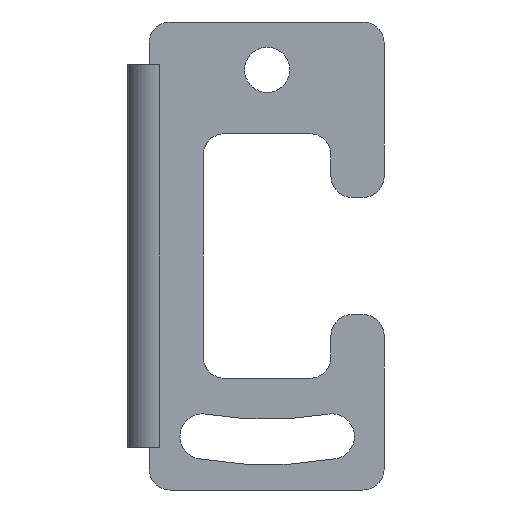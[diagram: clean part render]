
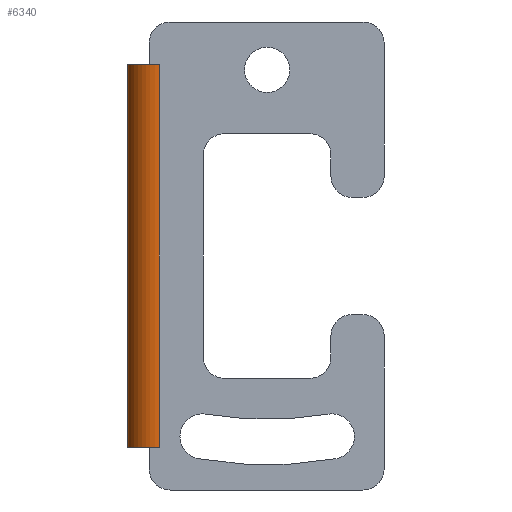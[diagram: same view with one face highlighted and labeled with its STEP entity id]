
A CAD part, front view. The second image highlights one B-rep face of the part: STEP entity #6340.
In plain terms, the highlighted cylindrical face has radius 2.95 mm (diameter 5.9 mm), a partial arc.
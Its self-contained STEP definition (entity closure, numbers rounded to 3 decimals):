
#530=DIRECTION('',(0.,0.,1.));
#531=VECTOR('',#530,36.);
#532=CARTESIAN_POINT('',(-24.1,0.95,4.));
#533=LINE('',#532,#531);
#534=CARTESIAN_POINT('',(-21.15,0.95,40.));
#535=DIRECTION('',(0.,0.,1.));
#536=DIRECTION('',(-1.,0.,0.));
#537=AXIS2_PLACEMENT_3D('',#534,#535,#536);
#539=CARTESIAN_POINT('',(-21.15,0.95,40.));
#540=DIRECTION('',(0.,0.,1.));
#541=DIRECTION('',(-0.564,-0.826,0.));
#542=AXIS2_PLACEMENT_3D('',#539,#540,#541);
#544=DIRECTION('',(0.,0.,1.));
#545=VECTOR('',#544,36.);
#546=CARTESIAN_POINT('',(-21.15,-2.,4.));
#547=LINE('',#546,#545);
#548=CARTESIAN_POINT('',(-21.15,0.95,4.));
#549=DIRECTION('',(0.,0.,1.));
#550=DIRECTION('',(-0.564,-0.826,0.));
#551=AXIS2_PLACEMENT_3D('',#548,#549,#550);
#553=CARTESIAN_POINT('',(-21.15,0.95,4.));
#554=DIRECTION('',(0.,0.,1.));
#555=DIRECTION('',(-1.,0.,0.));
#556=AXIS2_PLACEMENT_3D('',#553,#554,#555);
#4379=CARTESIAN_POINT('',(-21.15,-2.,4.));
#4381=VERTEX_POINT('',#4379);
#4387=CARTESIAN_POINT('',(-21.15,-2.,40.));
#4389=VERTEX_POINT('',#4387);
#4403=CARTESIAN_POINT('',(-24.1,0.95,40.));
#4405=VERTEX_POINT('',#4403);
#4413=CARTESIAN_POINT('',(-24.1,0.95,4.));
#4414=VERTEX_POINT('',#4413);
#4417=CARTESIAN_POINT('',(-22.813,-1.487,4.));
#4418=VERTEX_POINT('',#4417);
#4421=CARTESIAN_POINT('',(-22.813,-1.487,40.));
#4422=VERTEX_POINT('',#4421);
#6324=CARTESIAN_POINT('',(-21.15,0.95,4.));
#6325=DIRECTION('',(0.,0.,1.));
#6326=DIRECTION('',(-1.,0.,0.));
#6327=AXIS2_PLACEMENT_3D('',#6324,#6325,#6326);
#6328=CYLINDRICAL_SURFACE('',#6327,2.95);
#6330=ORIENTED_EDGE('',*,*,#6329,.T.);
#6331=ORIENTED_EDGE('',*,*,#6318,.T.);
#6332=ORIENTED_EDGE('',*,*,#6232,.T.);
#6333=ORIENTED_EDGE('',*,*,#5810,.F.);
#6335=ORIENTED_EDGE('',*,*,#6334,.F.);
#6337=ORIENTED_EDGE('',*,*,#6336,.F.);
#6338=EDGE_LOOP('',(#6330,#6331,#6332,#6333,#6335,#6337));
#6339=FACE_OUTER_BOUND('',#6338,.F.);
#6340=ADVANCED_FACE('',(#6339),#6328,.T.);
#538=CIRCLE('',#537,2.95);
#543=CIRCLE('',#542,2.95);
#552=CIRCLE('',#551,2.95);
#557=CIRCLE('',#556,2.95);
#5810=EDGE_CURVE('',#4381,#4389,#547,.T.);
#6232=EDGE_CURVE('',#4422,#4389,#543,.T.);
#6318=EDGE_CURVE('',#4405,#4422,#538,.T.);
#6329=EDGE_CURVE('',#4414,#4405,#533,.T.);
#6334=EDGE_CURVE('',#4418,#4381,#552,.T.);
#6336=EDGE_CURVE('',#4414,#4418,#557,.T.);
